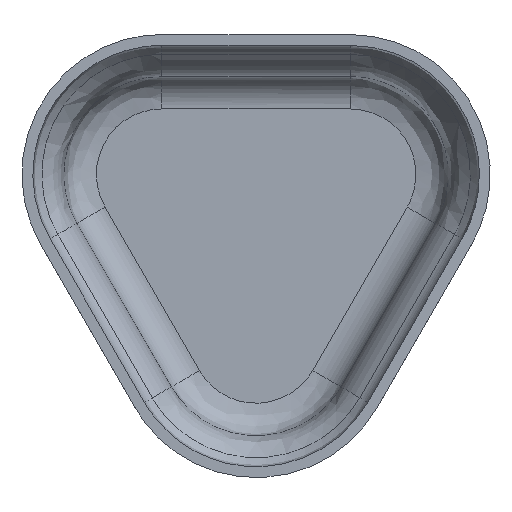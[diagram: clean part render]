
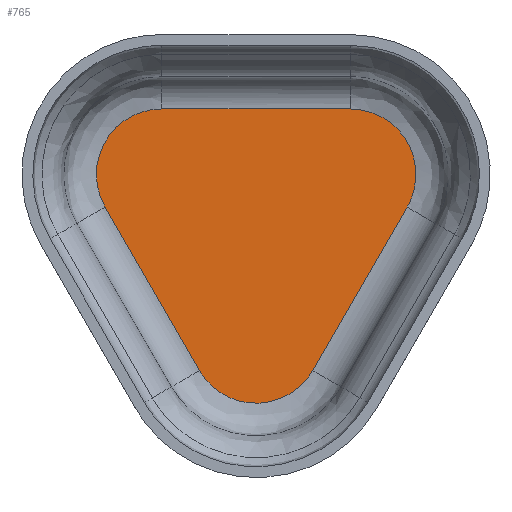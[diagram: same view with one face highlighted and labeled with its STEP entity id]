
A CAD part, front view. The second image highlights one B-rep face of the part: STEP entity #765.
In plain terms, the highlighted free-form (B-spline) face has degree [1, 1] with [2, 2] control points.
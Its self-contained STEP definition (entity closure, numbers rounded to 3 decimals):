
#765 = ADVANCED_FACE('',(#766),#813,.F.);
#766 = FACE_BOUND('',#767,.T.);
#767 = EDGE_LOOP('',(#768,#777,#785,#792,#800,#807));
#768 = ORIENTED_EDGE('',*,*,#769,.F.);
#769 = EDGE_CURVE('',#770,#772,#774,.T.);
#770 = VERTEX_POINT('',#771);
#771 = CARTESIAN_POINT('',(24.04,-1.735,
    3.47));
#772 = VERTEX_POINT('',#773);
#773 = CARTESIAN_POINT('',(9.015,-1.735,
    -22.554));
#774 = B_SPLINE_CURVE_WITH_KNOTS('',1,(#775,#776),.UNSPECIFIED.,.F.,.F.,
  (2,2),(-34.641,0.),.PIECEWISE_BEZIER_KNOTS.);
#775 = CARTESIAN_POINT('',(24.04,-1.735,
    3.47));
#776 = CARTESIAN_POINT('',(9.015,-1.735,
    -22.554));
#777 = ORIENTED_EDGE('',*,*,#778,.F.);
#778 = EDGE_CURVE('',#779,#770,#781,.T.);
#779 = VERTEX_POINT('',#780);
#780 = CARTESIAN_POINT('',(15.025,-1.735,
    19.085));
#781 = ( BOUNDED_CURVE() B_SPLINE_CURVE(2,(#782,#783,#784),
.UNSPECIFIED.,.F.,.F.) B_SPLINE_CURVE_WITH_KNOTS((3,3),(0.,
2.094),.PIECEWISE_BEZIER_KNOTS.) CURVE() 
GEOMETRIC_REPRESENTATION_ITEM() RATIONAL_B_SPLINE_CURVE((1.,0.5,1.)) 
REPRESENTATION_ITEM('') );
#782 = CARTESIAN_POINT('',(15.025,-1.735,
    19.085));
#783 = CARTESIAN_POINT('',(33.055,-1.735,
    19.085));
#784 = CARTESIAN_POINT('',(24.04,-1.735,
    3.47));
#785 = ORIENTED_EDGE('',*,*,#786,.F.);
#786 = EDGE_CURVE('',#787,#779,#789,.T.);
#787 = VERTEX_POINT('',#788);
#788 = CARTESIAN_POINT('',(-15.025,-1.735,
    19.085));
#789 = B_SPLINE_CURVE_WITH_KNOTS('',1,(#790,#791),.UNSPECIFIED.,.F.,.F.,
  (2,2),(-17.321,17.321),.PIECEWISE_BEZIER_KNOTS.);
#790 = CARTESIAN_POINT('',(-15.025,-1.735,
    19.085));
#791 = CARTESIAN_POINT('',(15.025,-1.735,
    19.085));
#792 = ORIENTED_EDGE('',*,*,#793,.F.);
#793 = EDGE_CURVE('',#794,#787,#796,.T.);
#794 = VERTEX_POINT('',#795);
#795 = CARTESIAN_POINT('',(-24.04,-1.735,
    3.47));
#796 = ( BOUNDED_CURVE() B_SPLINE_CURVE(2,(#797,#798,#799),
.UNSPECIFIED.,.F.,.F.) B_SPLINE_CURVE_WITH_KNOTS((3,3),(4.189,
6.283),.PIECEWISE_BEZIER_KNOTS.) CURVE() 
GEOMETRIC_REPRESENTATION_ITEM() RATIONAL_B_SPLINE_CURVE((1.,0.5,1.)) 
REPRESENTATION_ITEM('') );
#797 = CARTESIAN_POINT('',(-24.04,-1.735,
    3.47));
#798 = CARTESIAN_POINT('',(-33.055,-1.735,
    19.085));
#799 = CARTESIAN_POINT('',(-15.025,-1.735,
    19.085));
#800 = ORIENTED_EDGE('',*,*,#801,.F.);
#801 = EDGE_CURVE('',#802,#794,#804,.T.);
#802 = VERTEX_POINT('',#803);
#803 = CARTESIAN_POINT('',(-9.015,-1.735,
    -22.554));
#804 = B_SPLINE_CURVE_WITH_KNOTS('',1,(#805,#806),.UNSPECIFIED.,.F.,.F.,
  (2,2),(-34.641,0.),.PIECEWISE_BEZIER_KNOTS.);
#805 = CARTESIAN_POINT('',(-9.015,-1.735,
    -22.554));
#806 = CARTESIAN_POINT('',(-24.04,-1.735,
    3.47));
#807 = ORIENTED_EDGE('',*,*,#808,.F.);
#808 = EDGE_CURVE('',#772,#802,#809,.T.);
#809 = ( BOUNDED_CURVE() B_SPLINE_CURVE(2,(#810,#811,#812),
.UNSPECIFIED.,.F.,.F.) B_SPLINE_CURVE_WITH_KNOTS((3,3),(2.094,
4.189),.PIECEWISE_BEZIER_KNOTS.) CURVE() 
GEOMETRIC_REPRESENTATION_ITEM() RATIONAL_B_SPLINE_CURVE((1.,0.5,1.)) 
REPRESENTATION_ITEM('') );
#810 = CARTESIAN_POINT('',(9.015,-1.735,
    -22.554));
#811 = CARTESIAN_POINT('',(0.,-1.735,
    -38.169));
#812 = CARTESIAN_POINT('',(-9.015,-1.735,
    -22.554));
#813 = B_SPLINE_SURFACE_WITH_KNOTS('',1,1,(
    (#814,#815)
    ,(#816,#817
    )),.UNSPECIFIED.,.F.,.F.,.F.,(2,2),(2,2),(-12.,42.),(-29.321
    ,29.321),.PIECEWISE_BEZIER_KNOTS.);
#814 = CARTESIAN_POINT('',(-25.435,-1.735,
    -27.759));
#815 = CARTESIAN_POINT('',(25.435,-1.735,
    -27.759));
#816 = CARTESIAN_POINT('',(-25.435,-1.735,
    19.085));
#817 = CARTESIAN_POINT('',(25.435,-1.735,
    19.085));
